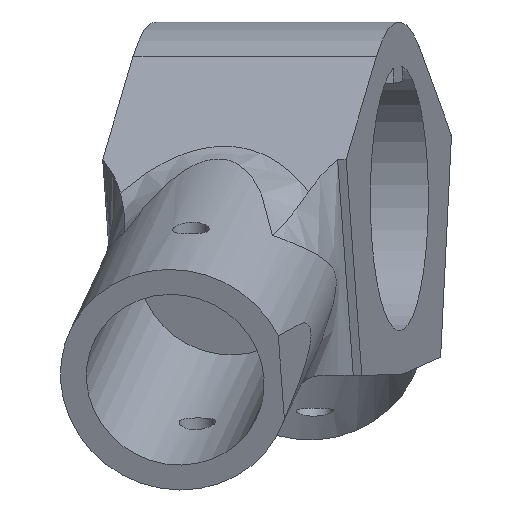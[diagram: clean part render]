
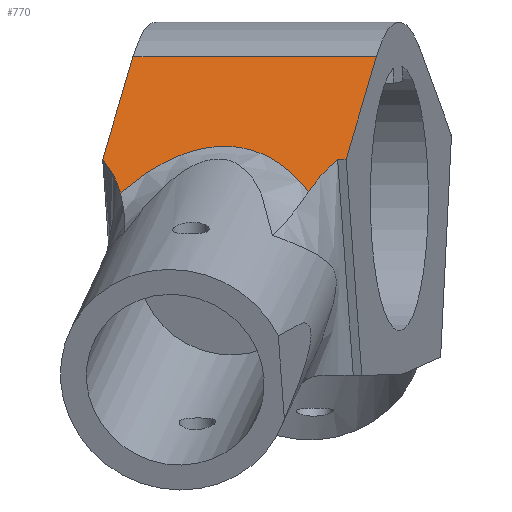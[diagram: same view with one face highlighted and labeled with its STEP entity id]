
A CAD part, left-side view. The second image highlights one B-rep face of the part: STEP entity #770.
In plain terms, the highlighted planar face has unit normal (-0.581, 0.13, 0.803).
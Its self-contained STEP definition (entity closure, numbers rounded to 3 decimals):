
#62=B_SPLINE_CURVE_WITH_KNOTS('',3,(#1737,#1738,#1739,#1740,#1741,#1742),
 .UNSPECIFIED.,.F.,.F.,(4,2,4),(1.013,1.243,1.675),
 .UNSPECIFIED.);
#73=B_SPLINE_CURVE_WITH_KNOTS('',3,(#1947,#1948,#1949,#1950,#1951,#1952),
 .UNSPECIFIED.,.F.,.F.,(4,2,4),(0.,0.413,0.726),
 .UNSPECIFIED.);
#89=ELLIPSE('',#833,74.751,23.275);
#102=PLANE('',#832);
#128=FACE_OUTER_BOUND('',#168,.T.);
#168=EDGE_LOOP('',(#599,#600,#601,#602,#603,#604,#605));
#209=LINE('',#1018,#252);
#228=LINE('',#1993,#271);
#229=LINE('',#1994,#272);
#230=LINE('',#1995,#273);
#252=VECTOR('',#868,10.);
#271=VECTOR('',#939,10.);
#272=VECTOR('',#940,10.);
#273=VECTOR('',#941,10.);
#297=VERTEX_POINT('',#1016);
#298=VERTEX_POINT('',#1017);
#348=VERTEX_POINT('',#1735);
#349=VERTEX_POINT('',#1736);
#358=VERTEX_POINT('',#1937);
#359=VERTEX_POINT('',#1946);
#360=VERTEX_POINT('',#1992);
#383=EDGE_CURVE('',#297,#298,#209,.T.);
#444=EDGE_CURVE('',#348,#349,#62,.T.);
#456=EDGE_CURVE('',#358,#359,#73,.F.);
#459=EDGE_CURVE('',#358,#348,#89,.T.);
#460=EDGE_CURVE('',#349,#360,#228,.T.);
#461=EDGE_CURVE('',#360,#298,#229,.T.);
#462=EDGE_CURVE('',#297,#359,#230,.T.);
#599=ORIENTED_EDGE('',*,*,#459,.T.);
#600=ORIENTED_EDGE('',*,*,#444,.T.);
#601=ORIENTED_EDGE('',*,*,#460,.T.);
#602=ORIENTED_EDGE('',*,*,#461,.T.);
#603=ORIENTED_EDGE('',*,*,#383,.F.);
#604=ORIENTED_EDGE('',*,*,#462,.T.);
#605=ORIENTED_EDGE('',*,*,#456,.F.);
#770=ADVANCED_FACE('',(#128),#102,.F.);
#832=AXIS2_PLACEMENT_3D('',#1990,#935,#936);
#833=AXIS2_PLACEMENT_3D('',#1991,#937,#938);
#868=DIRECTION('',(-0.219,-0.976,0.));
#935=DIRECTION('center_axis',(0.581,-0.13,-0.803));
#936=DIRECTION('ref_axis',(-0.784,0.176,-0.596));
#937=DIRECTION('center_axis',(0.581,-0.13,-0.803));
#938=DIRECTION('ref_axis',(0.796,-0.113,0.594));
#939=DIRECTION('',(-0.219,-0.976,0.));
#940=DIRECTION('',(0.784,-0.176,0.596));
#941=DIRECTION('',(-0.784,0.176,-0.596));
#1016=CARTESIAN_POINT('',(-3.645,38.631,48.087));
#1017=CARTESIAN_POINT('',(-9.874,10.82,48.087));
#1018=CARTESIAN_POINT('',(-9.655,11.796,48.087));
#1735=CARTESIAN_POINT('',(-29.453,18.572,32.667));
#1736=CARTESIAN_POINT('',(-25.096,15.254,36.356));
#1737=CARTESIAN_POINT('Ctrl Pts',(-29.453,18.572,32.667));
#1738=CARTESIAN_POINT('Ctrl Pts',(-28.903,18.275,33.113));
#1739=CARTESIAN_POINT('Ctrl Pts',(-28.367,17.944,33.554));
#1740=CARTESIAN_POINT('Ctrl Pts',(-26.874,16.911,34.802));
#1741=CARTESIAN_POINT('Ctrl Pts',(-25.95,16.128,35.597));
#1742=CARTESIAN_POINT('Ctrl Pts',(-25.096,15.254,36.356));
#1937=CARTESIAN_POINT('',(-24.874,40.07,32.496));
#1946=CARTESIAN_POINT('',(-19.085,42.089,36.356));
#1947=CARTESIAN_POINT('Ctrl Pts',(-19.085,42.089,36.356));
#1948=CARTESIAN_POINT('Ctrl Pts',(-20.147,41.529,35.679));
#1949=CARTESIAN_POINT('Ctrl Pts',(-21.24,41.063,34.964));
#1950=CARTESIAN_POINT('Ctrl Pts',(-23.178,40.431,33.664));
#1951=CARTESIAN_POINT('Ctrl Pts',(-24.025,40.217,33.086));
#1952=CARTESIAN_POINT('Ctrl Pts',(-24.874,40.07,32.496));
#1990=CARTESIAN_POINT('Origin',(-9.655,11.796,48.087));
#1991=CARTESIAN_POINT('Origin',(-79.591,37.06,-6.6));
#1992=CARTESIAN_POINT('',(-25.315,14.278,36.356));
#1993=CARTESIAN_POINT('',(-25.096,15.254,36.356));
#1994=CARTESIAN_POINT('',(-25.315,14.278,36.356));
#1995=CARTESIAN_POINT('',(-19.085,42.089,36.356));
